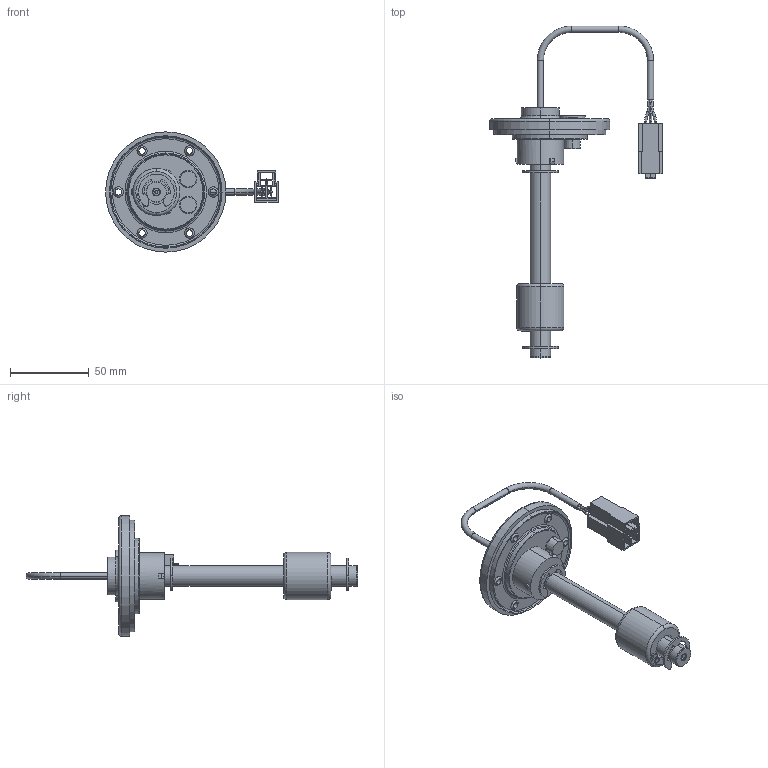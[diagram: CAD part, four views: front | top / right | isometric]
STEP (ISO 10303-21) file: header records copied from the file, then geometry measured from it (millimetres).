
FILE_DESCRIPTION (( 'STEP AP214' ), '1' );
FILE_NAME ('IMRPB1.STEP', '2020-02-13T10:44:09', ( '' ), ( '' ), 'SwSTEP 2.0', 'SolidWorks 2019', '' );
FILE_SCHEMA (( 'AUTOMOTIVE_DESIGN' ));
Length unit declared in the file: millimetre
Products named in the file (1): IMRPB1
Bounding box: 109.85 x 211 x 76.5 mm (x, y, z)
Surface area: 39952 mm2 (no closed solid volume)
Topology: 0 solids, 15 shells, 373 faces, 1207 edges, 843 vertices
Faces by surface type: plane 161, cylinder 125, torus 51, cone 30, bspline 6
Entity records: 18285 total; most frequent: CARTESIAN_POINT 3378, DIRECTION 2353, ORIENTED_EDGE 2036, EDGE_CURVE 1207, VERTEX_POINT 843, AXIS2_PLACEMENT_3D 832, VECTOR 689, LINE 689
